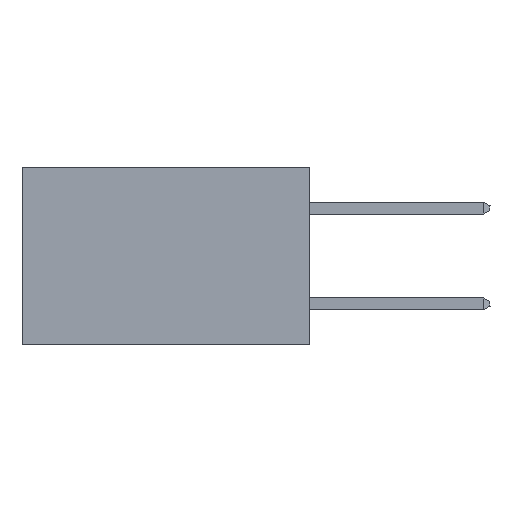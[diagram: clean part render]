
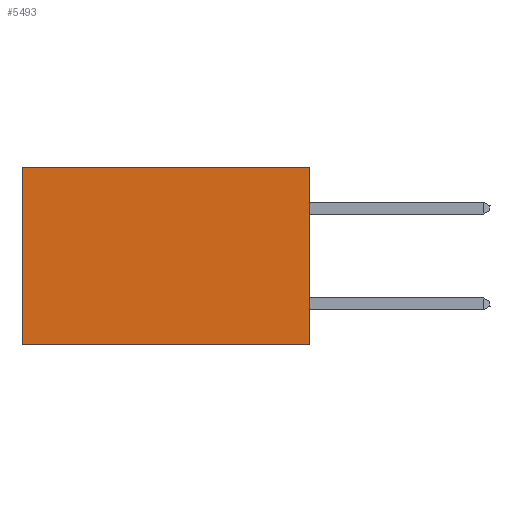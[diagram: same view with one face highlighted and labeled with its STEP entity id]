
A CAD part, left-side view. The second image highlights one B-rep face of the part: STEP entity #5493.
In plain terms, the highlighted planar face has unit normal (-1, 0, 0).
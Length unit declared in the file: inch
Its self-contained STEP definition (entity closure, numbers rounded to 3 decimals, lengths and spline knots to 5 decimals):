
#913 = LINE ( 'NONE', #36304, #18664 ) ;
#1189 = ORIENTED_EDGE ( 'NONE', *, *, #18103, .T. ) ;
#2024 = AXIS2_PLACEMENT_3D ( 'NONE', #22803, #11551, #5646 ) ;
#2457 = LINE ( 'NONE', #12720, #2881 ) ;
#2636 = DIRECTION ( 'NONE',  ( 0., 0., -1. ) ) ;
#2881 = VECTOR ( 'NONE', #21274, 39.37008 ) ;
#2893 = PLANE ( 'NONE',  #2024 ) ;
#4489 = VECTOR ( 'NONE', #2636, 39.37008 ) ;
#4800 = ORIENTED_EDGE ( 'NONE', *, *, #12975, .T. ) ;
#5493 = ADVANCED_FACE ( 'NONE', ( #21907 ), #2893, .F. ) ;
#5646 = DIRECTION ( 'NONE',  ( 0., 0., -1. ) ) ;
#7914 = CARTESIAN_POINT ( 'NONE',  ( 0.2875, 0.6, 0. ) ) ;
#9533 = EDGE_CURVE ( 'NONE', #30011, #20470, #2457, .T. ) ;
#10620 = LINE ( 'NONE', #28656, #31455 ) ;
#11551 = DIRECTION ( 'NONE',  ( 1., 0., 0. ) ) ;
#12720 = CARTESIAN_POINT ( 'NONE',  ( 0.2875, 0., 0. ) ) ;
#12975 = EDGE_CURVE ( 'NONE', #30011, #34460, #913, .T. ) ;
#14914 = ORIENTED_EDGE ( 'NONE', *, *, #31218, .F. ) ;
#15574 = ORIENTED_EDGE ( 'NONE', *, *, #9533, .F. ) ;
#15852 = CARTESIAN_POINT ( 'NONE',  ( 0.2875, 0.6, -0.37 ) ) ;
#16264 = EDGE_LOOP ( 'NONE', ( #1189, #14914, #15574, #4800 ) ) ;
#17340 = LINE ( 'NONE', #35742, #4489 ) ;
#18103 = EDGE_CURVE ( 'NONE', #34460, #20174, #17340, .T. ) ;
#18664 = VECTOR ( 'NONE', #30786, 39.37008 ) ;
#20174 = VERTEX_POINT ( 'NONE', #15852 ) ;
#20470 = VERTEX_POINT ( 'NONE', #31195 ) ;
#21274 = DIRECTION ( 'NONE',  ( 0., 0., -1. ) ) ;
#21907 = FACE_OUTER_BOUND ( 'NONE', #16264, .T. ) ;
#22803 = CARTESIAN_POINT ( 'NONE',  ( 0.2875, 0., 0. ) ) ;
#25190 = CARTESIAN_POINT ( 'NONE',  ( 0.2875, 0., 0. ) ) ;
#28656 = CARTESIAN_POINT ( 'NONE',  ( 0.2875, 0., -0.37 ) ) ;
#30011 = VERTEX_POINT ( 'NONE', #25190 ) ;
#30786 = DIRECTION ( 'NONE',  ( 0., 1., 0. ) ) ;
#31195 = CARTESIAN_POINT ( 'NONE',  ( 0.2875, 0., -0.37 ) ) ;
#31218 = EDGE_CURVE ( 'NONE', #20470, #20174, #10620, .T. ) ;
#31455 = VECTOR ( 'NONE', #35024, 39.37008 ) ;
#34460 = VERTEX_POINT ( 'NONE', #7914 ) ;
#35024 = DIRECTION ( 'NONE',  ( 0., 1., 0. ) ) ;
#35742 = CARTESIAN_POINT ( 'NONE',  ( 0.2875, 0.6, 0. ) ) ;
#36304 = CARTESIAN_POINT ( 'NONE',  ( 0.2875, 0., 0. ) ) ;
